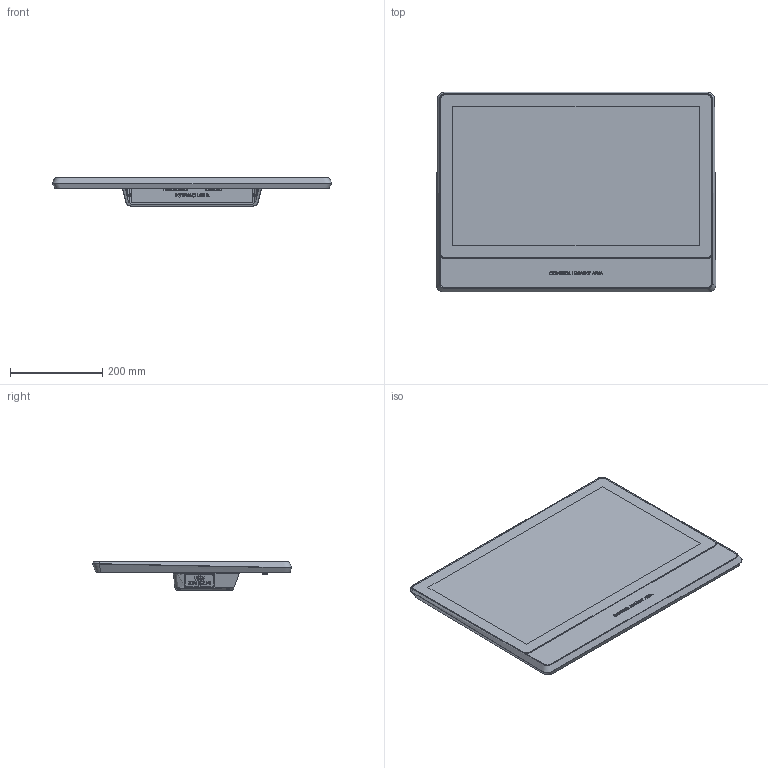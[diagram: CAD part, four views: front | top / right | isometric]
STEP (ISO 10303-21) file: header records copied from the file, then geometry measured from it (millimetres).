
FILE_DESCRIPTION (( 'STEP AP214' ), '1' );
FILE_NAME ('PA10008655~00.STEP', '2021-05-03T07:38:55', ( '' ), ( '' ), 'SwSTEP 2.0', 'SolidWorks 2019', '' );
FILE_SCHEMA (( 'AUTOMOTIVE_DESIGN' ));
Length unit declared in the file: millimetre
Products named in the file (1): PA10008655~00
Bounding box: 604.25 x 430.65 x 62 mm (x, y, z)
Volume: 7269844.5 mm3; surface area: 679728.7 mm2
Topology: 29 solids, 33 shells, 5496 faces, 14608 edges, 9316 vertices
Faces by surface type: plane 2757, cylinder 1890, cone 598, bspline 137, torus 114
Entity records: 241495 total; most frequent: CARTESIAN_POINT 48260, ORIENTED_EDGE 28872, DIRECTION 26491, EDGE_CURVE 14436, VERTEX_POINT 9316, LINE 8911, VECTOR 8911, AXIS2_PLACEMENT_3D 8790
